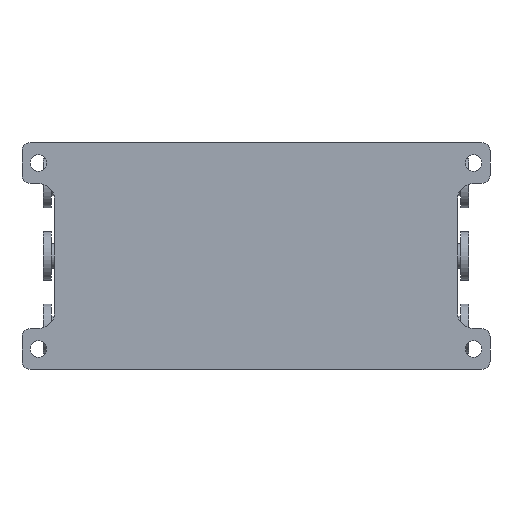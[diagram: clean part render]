
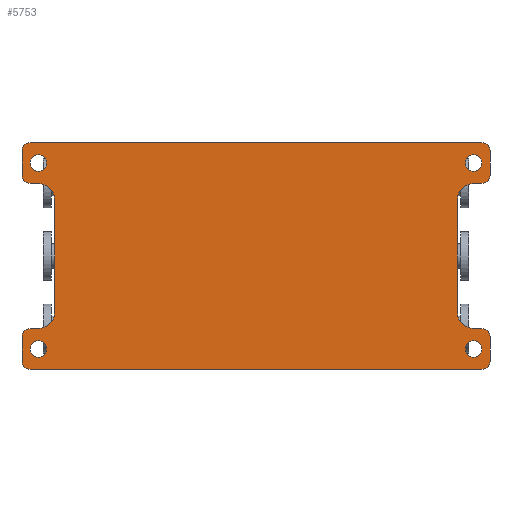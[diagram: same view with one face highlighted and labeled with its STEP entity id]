
A CAD part, front view. The second image highlights one B-rep face of the part: STEP entity #5753.
In plain terms, the highlighted planar face has unit normal (0, -1, 0).
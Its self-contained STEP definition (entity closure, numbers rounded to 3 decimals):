
#120=FACE_BOUND('',#956,.T.);
#121=FACE_BOUND('',#957,.T.);
#122=FACE_BOUND('',#958,.T.);
#123=FACE_BOUND('',#959,.T.);
#349=PLANE('',#6197);
#635=FACE_OUTER_BOUND('',#955,.T.);
#955=EDGE_LOOP('',(#5280,#5281,#5282,#5283,#5284,#5285,#5286,#5287,#5288,
#5289,#5290,#5291,#5292,#5293,#5294,#5295,#5296,#5297,#5298,#5299,#5300,
#5301,#5302,#5303));
#956=EDGE_LOOP('',(#5304));
#957=EDGE_LOOP('',(#5305));
#958=EDGE_LOOP('',(#5306));
#959=EDGE_LOOP('',(#5307));
#1004=LINE('',#7855,#1650);
#1008=LINE('',#7879,#1654);
#1017=LINE('',#7902,#1663);
#1021=LINE('',#7926,#1667);
#1594=LINE('',#9236,#2240);
#1601=LINE('',#9254,#2247);
#1606=LINE('',#9274,#2252);
#1610=LINE('',#9285,#2256);
#1614=LINE('',#9302,#2260);
#1619=LINE('',#9324,#2265);
#1623=LINE('',#9340,#2269);
#1627=LINE('',#9352,#2273);
#1650=VECTOR('',#6282,10.);
#1654=VECTOR('',#6306,10.);
#1663=VECTOR('',#6323,10.);
#1667=VECTOR('',#6347,10.);
#2240=VECTOR('',#7544,10.);
#2247=VECTOR('',#7561,10.);
#2252=VECTOR('',#7584,10.);
#2256=VECTOR('',#7596,10.);
#2260=VECTOR('',#7616,10.);
#2265=VECTOR('',#7643,10.);
#2269=VECTOR('',#7663,10.);
#2273=VECTOR('',#7675,10.);
#2289=CIRCLE('',#5806,4.);
#2297=CIRCLE('',#5816,4.);
#2299=CIRCLE('',#5820,4.);
#2307=CIRCLE('',#5830,4.);
#2385=CIRCLE('',#6153,2.);
#2386=CIRCLE('',#6155,2.);
#2388=CIRCLE('',#6159,2.);
#2391=CIRCLE('',#6165,2.);
#2392=CIRCLE('',#6167,2.);
#2394=CIRCLE('',#6171,2.);
#2397=CIRCLE('',#6176,2.);
#2398=CIRCLE('',#6178,2.);
#2400=CIRCLE('',#6182,2.);
#2403=CIRCLE('',#6187,2.);
#2404=CIRCLE('',#6190,2.);
#2406=CIRCLE('',#6194,2.);
#2452=VERTEX_POINT('',#7837);
#2453=VERTEX_POINT('',#7839);
#2459=VERTEX_POINT('',#7853);
#2467=VERTEX_POINT('',#7871);
#2469=VERTEX_POINT('',#7877);
#2472=VERTEX_POINT('',#7884);
#2473=VERTEX_POINT('',#7886);
#2479=VERTEX_POINT('',#7900);
#2487=VERTEX_POINT('',#7918);
#2489=VERTEX_POINT('',#7924);
#2913=VERTEX_POINT('',#9233);
#2914=VERTEX_POINT('',#9235);
#2919=VERTEX_POINT('',#9251);
#2920=VERTEX_POINT('',#9253);
#2923=VERTEX_POINT('',#9263);
#2924=VERTEX_POINT('',#9267);
#2926=VERTEX_POINT('',#9273);
#2928=VERTEX_POINT('',#9279);
#2931=VERTEX_POINT('',#9291);
#2932=VERTEX_POINT('',#9295);
#2934=VERTEX_POINT('',#9301);
#2937=VERTEX_POINT('',#9313);
#2938=VERTEX_POINT('',#9317);
#2940=VERTEX_POINT('',#9323);
#2943=VERTEX_POINT('',#9335);
#2944=VERTEX_POINT('',#9339);
#2946=VERTEX_POINT('',#9345);
#2948=VERTEX_POINT('',#9351);
#2994=EDGE_CURVE('',#2452,#2453,#2289,.T.);
#3002=EDGE_CURVE('',#2459,#2452,#1004,.T.);
#3011=EDGE_CURVE('',#2467,#2459,#2297,.T.);
#3014=EDGE_CURVE('',#2467,#2469,#1008,.T.);
#3017=EDGE_CURVE('',#2472,#2473,#2299,.T.);
#3025=EDGE_CURVE('',#2472,#2479,#1017,.T.);
#3034=EDGE_CURVE('',#2487,#2479,#2307,.T.);
#3037=EDGE_CURVE('',#2487,#2489,#1021,.T.);
#3683=EDGE_CURVE('',#2914,#2913,#1594,.T.);
#3692=EDGE_CURVE('',#2920,#2919,#1601,.T.);
#3698=EDGE_CURVE('',#2923,#2923,#2385,.T.);
#3699=EDGE_CURVE('',#2913,#2924,#2386,.T.);
#3702=EDGE_CURVE('',#2924,#2926,#1606,.T.);
#3705=EDGE_CURVE('',#2926,#2928,#2388,.T.);
#3708=EDGE_CURVE('',#2928,#2453,#1610,.T.);
#3712=EDGE_CURVE('',#2931,#2931,#2391,.T.);
#3713=EDGE_CURVE('',#2489,#2932,#2392,.T.);
#3716=EDGE_CURVE('',#2932,#2934,#1614,.T.);
#3719=EDGE_CURVE('',#2934,#2914,#2394,.T.);
#3723=EDGE_CURVE('',#2937,#2937,#2397,.T.);
#3724=EDGE_CURVE('',#2469,#2938,#2398,.T.);
#3727=EDGE_CURVE('',#2938,#2940,#1619,.T.);
#3730=EDGE_CURVE('',#2940,#2920,#2400,.T.);
#3734=EDGE_CURVE('',#2943,#2943,#2403,.T.);
#3735=EDGE_CURVE('',#2944,#2473,#1623,.T.);
#3738=EDGE_CURVE('',#2919,#2946,#2404,.T.);
#3741=EDGE_CURVE('',#2946,#2948,#1627,.T.);
#3744=EDGE_CURVE('',#2948,#2944,#2406,.T.);
#5280=ORIENTED_EDGE('',*,*,#3692,.T.);
#5281=ORIENTED_EDGE('',*,*,#3738,.T.);
#5282=ORIENTED_EDGE('',*,*,#3741,.T.);
#5283=ORIENTED_EDGE('',*,*,#3744,.T.);
#5284=ORIENTED_EDGE('',*,*,#3735,.T.);
#5285=ORIENTED_EDGE('',*,*,#3017,.F.);
#5286=ORIENTED_EDGE('',*,*,#3025,.T.);
#5287=ORIENTED_EDGE('',*,*,#3034,.F.);
#5288=ORIENTED_EDGE('',*,*,#3037,.T.);
#5289=ORIENTED_EDGE('',*,*,#3713,.T.);
#5290=ORIENTED_EDGE('',*,*,#3716,.T.);
#5291=ORIENTED_EDGE('',*,*,#3719,.T.);
#5292=ORIENTED_EDGE('',*,*,#3683,.T.);
#5293=ORIENTED_EDGE('',*,*,#3699,.T.);
#5294=ORIENTED_EDGE('',*,*,#3702,.T.);
#5295=ORIENTED_EDGE('',*,*,#3705,.T.);
#5296=ORIENTED_EDGE('',*,*,#3708,.T.);
#5297=ORIENTED_EDGE('',*,*,#2994,.F.);
#5298=ORIENTED_EDGE('',*,*,#3002,.F.);
#5299=ORIENTED_EDGE('',*,*,#3011,.F.);
#5300=ORIENTED_EDGE('',*,*,#3014,.T.);
#5301=ORIENTED_EDGE('',*,*,#3724,.T.);
#5302=ORIENTED_EDGE('',*,*,#3727,.T.);
#5303=ORIENTED_EDGE('',*,*,#3730,.T.);
#5304=ORIENTED_EDGE('',*,*,#3698,.T.);
#5305=ORIENTED_EDGE('',*,*,#3712,.T.);
#5306=ORIENTED_EDGE('',*,*,#3723,.T.);
#5307=ORIENTED_EDGE('',*,*,#3734,.T.);
#5753=ADVANCED_FACE('',(#635,#120,#121,#122,#123),#349,.F.);
#5806=AXIS2_PLACEMENT_3D('',#7840,#6271,#6272);
#5816=AXIS2_PLACEMENT_3D('',#7873,#6300,#6301);
#5820=AXIS2_PLACEMENT_3D('',#7887,#6312,#6313);
#5830=AXIS2_PLACEMENT_3D('',#7920,#6341,#6342);
#6153=AXIS2_PLACEMENT_3D('',#9265,#7573,#7574);
#6155=AXIS2_PLACEMENT_3D('',#9268,#7577,#7578);
#6159=AXIS2_PLACEMENT_3D('',#9280,#7589,#7590);
#6165=AXIS2_PLACEMENT_3D('',#9293,#7605,#7606);
#6167=AXIS2_PLACEMENT_3D('',#9296,#7609,#7610);
#6171=AXIS2_PLACEMENT_3D('',#9307,#7621,#7622);
#6176=AXIS2_PLACEMENT_3D('',#9315,#7632,#7633);
#6178=AXIS2_PLACEMENT_3D('',#9318,#7636,#7637);
#6182=AXIS2_PLACEMENT_3D('',#9329,#7648,#7649);
#6187=AXIS2_PLACEMENT_3D('',#9337,#7659,#7660);
#6190=AXIS2_PLACEMENT_3D('',#9346,#7668,#7669);
#6194=AXIS2_PLACEMENT_3D('',#9357,#7680,#7681);
#6197=AXIS2_PLACEMENT_3D('',#9360,#7686,#7687);
#6271=DIRECTION('center_axis',(0.,-1.,0.));
#6272=DIRECTION('ref_axis',(-0.707,0.,-0.707));
#6282=DIRECTION('',(0.,0.,-1.));
#6300=DIRECTION('center_axis',(0.,-1.,0.));
#6301=DIRECTION('ref_axis',(-0.707,0.,0.707));
#6306=DIRECTION('',(1.,0.,0.));
#6312=DIRECTION('center_axis',(0.,-1.,0.));
#6313=DIRECTION('ref_axis',(0.707,0.,0.707));
#6323=DIRECTION('',(0.,0.,-1.));
#6341=DIRECTION('center_axis',(0.,-1.,0.));
#6342=DIRECTION('ref_axis',(0.707,0.,-0.707));
#6347=DIRECTION('',(-1.,0.,0.));
#7544=DIRECTION('',(1.,0.,0.));
#7561=DIRECTION('',(-1.,0.,0.));
#7573=DIRECTION('center_axis',(0.,1.,0.));
#7574=DIRECTION('ref_axis',(-1.,0.,0.));
#7577=DIRECTION('center_axis',(0.,-1.,0.));
#7578=DIRECTION('ref_axis',(0.,0.,-1.));
#7584=DIRECTION('',(0.,0.,1.));
#7589=DIRECTION('center_axis',(0.,-1.,0.));
#7590=DIRECTION('ref_axis',(1.,0.,0.));
#7596=DIRECTION('',(-1.,0.,0.));
#7605=DIRECTION('center_axis',(0.,1.,0.));
#7606=DIRECTION('ref_axis',(-1.,0.,0.));
#7609=DIRECTION('center_axis',(0.,-1.,0.));
#7610=DIRECTION('ref_axis',(0.,0.,1.));
#7616=DIRECTION('',(0.,0.,-1.));
#7621=DIRECTION('center_axis',(0.,-1.,0.));
#7622=DIRECTION('ref_axis',(-1.,0.,0.));
#7632=DIRECTION('center_axis',(0.,1.,0.));
#7633=DIRECTION('ref_axis',(-1.,0.,0.));
#7636=DIRECTION('center_axis',(0.,-1.,0.));
#7637=DIRECTION('ref_axis',(0.,0.,-1.));
#7643=DIRECTION('',(0.,0.,1.));
#7648=DIRECTION('center_axis',(0.,-1.,0.));
#7649=DIRECTION('ref_axis',(1.,0.,0.));
#7659=DIRECTION('center_axis',(0.,1.,0.));
#7660=DIRECTION('ref_axis',(-1.,0.,0.));
#7663=DIRECTION('',(1.,0.,0.));
#7668=DIRECTION('center_axis',(0.,-1.,0.));
#7669=DIRECTION('ref_axis',(0.,0.,1.));
#7675=DIRECTION('',(0.,0.,-1.));
#7680=DIRECTION('center_axis',(0.,-1.,0.));
#7681=DIRECTION('ref_axis',(-1.,0.,0.));
#7686=DIRECTION('center_axis',(0.,1.,0.));
#7687=DIRECTION('ref_axis',(0.,0.,1.));
#7837=CARTESIAN_POINT('',(0.,0.,-41.5));
#7839=CARTESIAN_POINT('',(4.,0.,-45.5));
#7840=CARTESIAN_POINT('Origin',(4.,0.,-41.5));
#7853=CARTESIAN_POINT('',(0.,0.,-14.));
#7855=CARTESIAN_POINT('',(0.,0.,0.));
#7871=CARTESIAN_POINT('',(4.,0.,-10.));
#7873=CARTESIAN_POINT('Origin',(4.,0.,-14.));
#7877=CARTESIAN_POINT('',(6.,0.,-10.));
#7879=CARTESIAN_POINT('',(0.,0.,-10.));
#7884=CARTESIAN_POINT('',(-98.5,0.,-14.));
#7886=CARTESIAN_POINT('',(-102.5,0.,-10.));
#7887=CARTESIAN_POINT('Origin',(-102.5,0.,-14.));
#7900=CARTESIAN_POINT('',(-98.5,0.,-41.5));
#7902=CARTESIAN_POINT('',(-98.5,0.,-13.875));
#7918=CARTESIAN_POINT('',(-102.5,0.,-45.5));
#7920=CARTESIAN_POINT('Origin',(-102.5,0.,-41.5));
#7924=CARTESIAN_POINT('',(-104.5,0.,-45.5));
#7926=CARTESIAN_POINT('',(-98.5,0.,-45.5));
#9233=CARTESIAN_POINT('',(6.,0.,-55.5));
#9235=CARTESIAN_POINT('',(-104.5,0.,-55.5));
#9236=CARTESIAN_POINT('',(0.,0.,-55.5));
#9251=CARTESIAN_POINT('',(-104.5,0.,0.));
#9253=CARTESIAN_POINT('',(6.,0.,0.));
#9254=CARTESIAN_POINT('',(-98.5,0.,0.));
#9263=CARTESIAN_POINT('',(6.,0.,-50.5));
#9265=CARTESIAN_POINT('Origin',(4.,0.,-50.5));
#9267=CARTESIAN_POINT('',(8.,0.,-53.5));
#9268=CARTESIAN_POINT('Origin',(6.,0.,-53.5));
#9273=CARTESIAN_POINT('',(8.,0.,-47.5));
#9274=CARTESIAN_POINT('',(8.,0.,-53.5));
#9279=CARTESIAN_POINT('',(6.,0.,-45.5));
#9280=CARTESIAN_POINT('Origin',(6.,0.,-47.5));
#9285=CARTESIAN_POINT('',(6.,0.,-45.5));
#9291=CARTESIAN_POINT('',(-100.5,0.,-50.5));
#9293=CARTESIAN_POINT('Origin',(-102.5,0.,-50.5));
#9295=CARTESIAN_POINT('',(-106.5,0.,-47.5));
#9296=CARTESIAN_POINT('Origin',(-104.5,0.,-47.5));
#9301=CARTESIAN_POINT('',(-106.5,0.,-53.5));
#9302=CARTESIAN_POINT('',(-106.5,0.,-47.5));
#9307=CARTESIAN_POINT('Origin',(-104.5,0.,-53.5));
#9313=CARTESIAN_POINT('',(6.,0.,-5.));
#9315=CARTESIAN_POINT('Origin',(4.,0.,-5.));
#9317=CARTESIAN_POINT('',(8.,0.,-8.));
#9318=CARTESIAN_POINT('Origin',(6.,0.,-8.));
#9323=CARTESIAN_POINT('',(8.,0.,-2.));
#9324=CARTESIAN_POINT('',(8.,0.,-8.));
#9329=CARTESIAN_POINT('Origin',(6.,0.,-2.));
#9335=CARTESIAN_POINT('',(-100.5,0.,-5.));
#9337=CARTESIAN_POINT('Origin',(-102.5,0.,-5.));
#9339=CARTESIAN_POINT('',(-104.5,0.,-10.));
#9340=CARTESIAN_POINT('',(-104.5,0.,-10.));
#9345=CARTESIAN_POINT('',(-106.5,0.,-2.));
#9346=CARTESIAN_POINT('Origin',(-104.5,0.,-2.));
#9351=CARTESIAN_POINT('',(-106.5,0.,-8.));
#9352=CARTESIAN_POINT('',(-106.5,0.,-2.));
#9357=CARTESIAN_POINT('Origin',(-104.5,0.,-8.));
#9360=CARTESIAN_POINT('Origin',(-45.5,0.,-26.));
